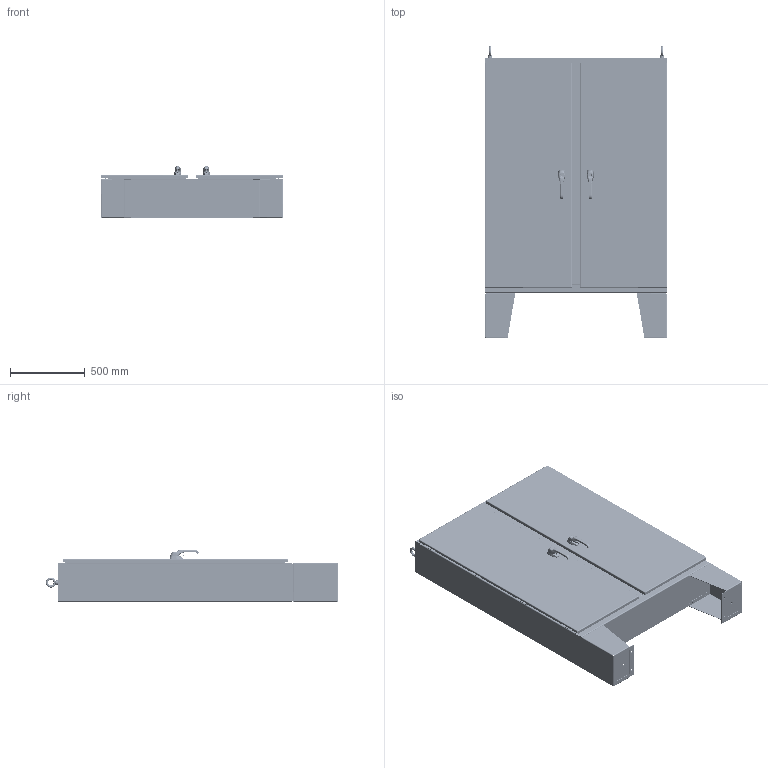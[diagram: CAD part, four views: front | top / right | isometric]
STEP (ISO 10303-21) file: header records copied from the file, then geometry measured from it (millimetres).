
FILE_DESCRIPTION(/* description */ ('WRD, N4/IP66, FM, 2-DOOR, 3PT, CRS, 62x48x10'),/* implementation_level */ '2;1');
FILE_NAME(/* name */ 'WRD624810N4D3PT.stp',/* time_stamp */ '2021-03-22T16:21:48-05:00',/* author */ ('mraetz'),/* organization */ (''),/* preprocessor_version */ 'ST-DEVELOPER v18.1',/* originating_system */ 'Autodesk Inventor 2020',/* authorisation */ '');
FILE_SCHEMA (('AUTOMOTIVE_DESIGN { 1 0 10303 214 3 1 1 }'));
Products named in the file (64): WRD624810N4D3PT; WRD624810N4D3PTBLR; WRD4810N4D3PTTOP; WRD4810N4D3PTBTM; WRD62N4D3PTMLR; WRD62N4D3PTRML; WRD6248N4D3PTLDR; WRD6248N4D3PTRDR; WRD6248N4D3PTFIP; FK1210; FK1210LG; FK10B; 3061; 38625; 38627; 3889; HFW3878; HFW303131; HFW303132; HFW316407; 30221; 349132; HFW3025; 316298; HFW328201_WRD_HINGE_ASSM; HFW328201KN; HFW328201HR; HFW372218; HFW390108; HFW328201PIN; HFW328201POMCLIP; HFW328202; 32450; 1108-U49_ASM; 1108-23-1; 1108-27; 1108-24; 1108-25; 1000-277-01; LARGE_DOOR_ROD_ASSM-37026 ...
Assembly tree (129 placements, depth 5):
  WRD624810N4D3PT
    WRD624810N4D3PTBLR
    WRD4810N4D3PTTOP
    WRD4810N4D3PTBTM
    WRD62N4D3PTMLR
    WRD62N4D3PTRML
    WRD6248N4D3PTLDR
    WRD6248N4D3PTRDR
    WRD6248N4D3PTFIP  x2
    FK1210  x2
      FK1210LG
      FK10B
    3061  x2
    38625  x2
    38627
    3889  x8
    HFW3878  x2
    38846  x8
    HFW303131  x2
    HFW303132  x2
    HFW316407  x2
    30221  x8
    349132  x2
    HFW3025  x2
    316298  x2
    HFW328201_WRD_HINGE_ASSM  x8
      HFW328201KN
      HFW328201HR
      HFW372218
      HFW390108
      HFW328201PIN
      HFW328201POMCLIP
    HFW328202  x8
    32450  x2
    1108-U49_ASM  x2
      1108-23-1
      1108-27
      1108-24
      1108-25
    1000-277-01  x2
    LARGE_DOOR_ROD_ASSM-37026  x2
      HFW31712
        1091-903_AF0
          1091-903_AF0_1
          1091-903_AF0_2
        PLASTIC-ROLLER-CAM_AF0_ASM
          PLASTIC-ROLLER-CAM_AF1
          7379-M6-8X25_AF0
          LOCK-NUT_AF0
        SUPPORT-ROLL_AF0
        1091-BR11_AF0
      37026
      ANSI B18.6.3 - 3/8-16 UNC - 1.75
      HFW3762
      31215
      3862
    HFW312002  x4
      CP10184202R01_Standard
        CP10184202R01_Deep Recess
        CP10184202R03 MODIFY
Bounding box: 1222.58 x 1962.08 x 345.89 mm (x, y, z)
Volume: 21413161.7 mm3; surface area: 15285049 mm2
Topology: 204 solids, 3166 shells, 9766 faces, 31394 edges, 25022 vertices
Faces by surface type: plane 3970, cylinder 3212, bspline 1068, torus 690, cone 562, sphere 264
Full cylindrical faces by diameter (mm): 1.5 x4, 3.5 x4, 3.9 x2, 3.969 x8, 4 x2, 4.2 x4, 4.5 x4, 4.632 x176, 4.773 x4, 4.953 x16, 5 x10, 5.08 x16, 5.105 x64, 5.16 x40, 6 x8, 6.075 x56, 6.128 x4, 6.172 x4, 6.35 x240, 6.41 x4, 6.535 x32, 6.756 x24, 7.137 x6, 7.144 x4, 7.48 x16, 7.938 x4, 8 x2, 8.153 x4, 8.2 x2, 8.382 x16
Entity records: 227320 total; most frequent: CARTESIAN_POINT 115629, DIRECTION 20856, ORIENTED_EDGE 17500, EDGE_CURVE 12122, VERTEX_POINT 10151, AXIS2_PLACEMENT_3D 7509, LINE 5838, VECTOR 5838
